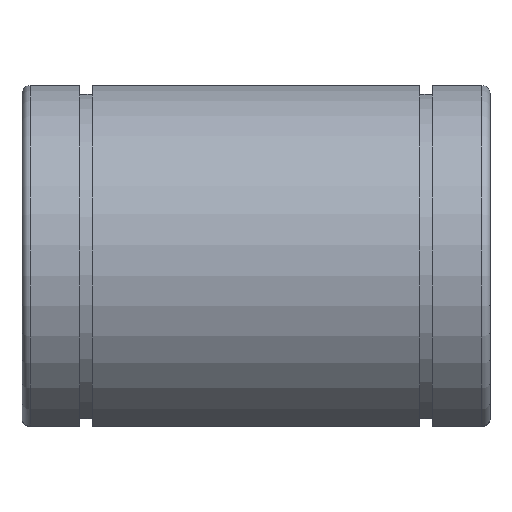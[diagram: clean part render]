
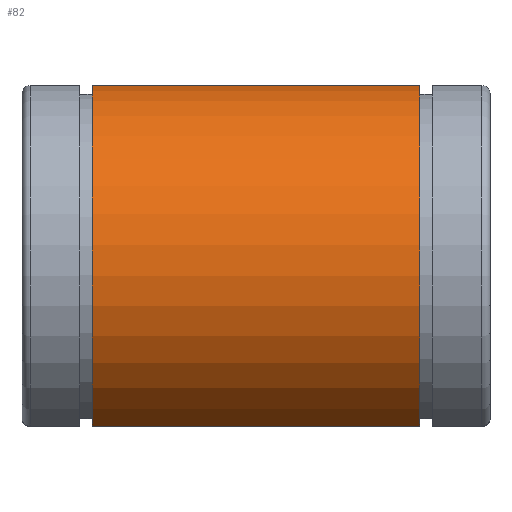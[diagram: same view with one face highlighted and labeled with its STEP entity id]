
A CAD part, top view. The second image highlights one B-rep face of the part: STEP entity #82.
In plain terms, the highlighted cylindrical face has radius 31 mm (diameter 62 mm), a partial arc.
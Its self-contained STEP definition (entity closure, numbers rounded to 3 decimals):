
#82 = ADVANCED_FACE( '', ( #159, #160 ), #161, .T. );
#159 = FACE_OUTER_BOUND( '', #228, .T. );
#160 = FACE_BOUND( '', #229, .T. );
#161 = CYLINDRICAL_SURFACE( '', #230, 31. );
#228 = EDGE_LOOP( '', ( #404, #405, #406, #407 ) );
#229 = EDGE_LOOP( '', ( #408 ) );
#230 = AXIS2_PLACEMENT_3D( '', #409, #410, #411 );
#404 = ORIENTED_EDGE( '', *, *, #465, .T. );
#405 = ORIENTED_EDGE( '', *, *, #477, .T. );
#406 = ORIENTED_EDGE( '', *, *, #420, .F. );
#407 = ORIENTED_EDGE( '', *, *, #460, .T. );
#408 = ORIENTED_EDGE( '', *, *, #470, .T. );
#409 = CARTESIAN_POINT( '', ( 80., 0., 0. ) );
#410 = DIRECTION( '', ( -1., 0., 0. ) );
#411 = DIRECTION( '', ( 0., 0., -1. ) );
#420 = EDGE_CURVE( '', #495, #497, #498, .T. );
#460 = EDGE_CURVE( '', #495, #560, #562, .F. );
#465 = EDGE_CURVE( '', #560, #567, #568, .T. );
#470 = EDGE_CURVE( '', #573, #573, #574, .T. );
#477 = EDGE_CURVE( '', #567, #497, #581, .T. );
#495 = VERTEX_POINT( '', #601 );
#497 = VERTEX_POINT( '', #604 );
#498 = CIRCLE( '', #605, 31. );
#560 = VERTEX_POINT( '', #750 );
#562 = LINE( '', #753, #754 );
#567 = VERTEX_POINT( '', #774 );
#568 = CIRCLE( '', #775, 31. );
#573 = VERTEX_POINT( '', #782 );
#574 = B_SPLINE_CURVE_WITH_KNOTS( '', 3, ( #783, #784, #785, #786, #787, #788, #789, #790, #791, #792, #793, #794, #795, #796, #797, #798, #799, #800, #801, #802, #803, #804, #805, #806, #807, #808, #809, #810, #811, #812, #813, #814, #815, #816, #817, #818, #819, #820, #821, #822, #823, #824, #825, #826, #827, #828, #829, #830, #831, #832 ), .UNSPECIFIED., .T., .F., ( 2, 2, 2, 2, 2, 2, 2, 2, 2, 2, 2, 2, 2, 2, 2, 2, 2, 2, 2, 2, 2, 2, 2, 2, 2, 2, 2 ), ( -0.001, 0., 0., 0.001, 0.001, 0.001, 0.002, 0.002, 0.003, 0.003, 0.003, 0.004, 0.004, 0.004, 0.005, 0.005, 0.006, 0.006, 0.006, 0.007, 0.007, 0.008, 0.008, 0.008, 0.009, 0.009, 0.01 ), .UNSPECIFIED. );
#581 = LINE( '', #852, #853 );
#601 = CARTESIAN_POINT( '', ( 68., -27.344, -14.605 ) );
#604 = CARTESIAN_POINT( '', ( 68., -27.344, 14.605 ) );
#605 = AXIS2_PLACEMENT_3D( '', #871, #872, #873 );
#750 = CARTESIAN_POINT( '', ( 12., -27.344, -14.605 ) );
#753 = CARTESIAN_POINT( '', ( 80., -27.344, -14.605 ) );
#754 = VECTOR( '', #922, 1000. );
#774 = CARTESIAN_POINT( '', ( 12., -27.344, 14.605 ) );
#775 = AXIS2_PLACEMENT_3D( '', #925, #926, #927 );
#782 = CARTESIAN_POINT( '', ( 38.5, 1.5, -30.964 ) );
#783 = CARTESIAN_POINT( '', ( 38.5, 1.698, -30.954 ) );
#784 = CARTESIAN_POINT( '', ( 38.5, 1.401, -30.968 ) );
#785 = CARTESIAN_POINT( '', ( 38.51, 1.304, -30.973 ) );
#786 = CARTESIAN_POINT( '', ( 38.548, 1.112, -30.98 ) );
#787 = CARTESIAN_POINT( '', ( 38.577, 1.017, -30.983 ) );
#788 = CARTESIAN_POINT( '', ( 38.652, 0.835, -30.989 ) );
#789 = CARTESIAN_POINT( '', ( 38.698, 0.749, -30.991 ) );
#790 = CARTESIAN_POINT( '', ( 38.807, 0.585, -30.995 ) );
#791 = CARTESIAN_POINT( '', ( 38.87, 0.508, -30.996 ) );
#792 = CARTESIAN_POINT( '', ( 39.078, 0.301, -30.999 ) );
#793 = CARTESIAN_POINT( '', ( 39.246, 0.189, -31. ) );
#794 = CARTESIAN_POINT( '', ( 39.607, 0.039, -31. ) );
#795 = CARTESIAN_POINT( '', ( 39.805, 0., -31. ) );
#796 = CARTESIAN_POINT( '', ( 40.098, 0., -31. ) );
#797 = CARTESIAN_POINT( '', ( 40.198, 0.01, -31. ) );
#798 = CARTESIAN_POINT( '', ( 40.39, 0.048, -31. ) );
#799 = CARTESIAN_POINT( '', ( 40.484, 0.077, -31. ) );
#800 = CARTESIAN_POINT( '', ( 40.665, 0.152, -31. ) );
#801 = CARTESIAN_POINT( '', ( 40.753, 0.199, -30.999 ) );
#802 = CARTESIAN_POINT( '', ( 40.916, 0.308, -30.999 ) );
#803 = CARTESIAN_POINT( '', ( 40.992, 0.37, -30.998 ) );
#804 = CARTESIAN_POINT( '', ( 41.202, 0.581, -30.995 ) );
#805 = CARTESIAN_POINT( '', ( 41.312, 0.746, -30.992 ) );
#806 = CARTESIAN_POINT( '', ( 41.424, 1.019, -30.983 ) );
#807 = CARTESIAN_POINT( '', ( 41.452, 1.112, -30.98 ) );
#808 = CARTESIAN_POINT( '', ( 41.49, 1.305, -30.973 ) );
#809 = CARTESIAN_POINT( '', ( 41.5, 1.404, -30.968 ) );
#810 = CARTESIAN_POINT( '', ( 41.5, 1.697, -30.954 ) );
#811 = CARTESIAN_POINT( '', ( 41.46, 1.895, -30.943 ) );
#812 = CARTESIAN_POINT( '', ( 41.311, 2.255, -30.918 ) );
#813 = CARTESIAN_POINT( '', ( 41.199, 2.422, -30.906 ) );
#814 = CARTESIAN_POINT( '', ( 40.992, 2.63, -30.888 ) );
#815 = CARTESIAN_POINT( '', ( 40.915, 2.693, -30.883 ) );
#816 = CARTESIAN_POINT( '', ( 40.752, 2.802, -30.873 ) );
#817 = CARTESIAN_POINT( '', ( 40.666, 2.848, -30.869 ) );
#818 = CARTESIAN_POINT( '', ( 40.484, 2.923, -30.862 ) );
#819 = CARTESIAN_POINT( '', ( 40.389, 2.952, -30.859 ) );
#820 = CARTESIAN_POINT( '', ( 40.197, 2.99, -30.855 ) );
#821 = CARTESIAN_POINT( '', ( 40.099, 3., -30.854 ) );
#822 = CARTESIAN_POINT( '', ( 39.802, 3., -30.854 ) );
#823 = CARTESIAN_POINT( '', ( 39.607, 2.961, -30.858 ) );
#824 = CARTESIAN_POINT( '', ( 39.335, 2.848, -30.869 ) );
#825 = CARTESIAN_POINT( '', ( 39.249, 2.802, -30.873 ) );
#826 = CARTESIAN_POINT( '', ( 39.086, 2.693, -30.883 ) );
#827 = CARTESIAN_POINT( '', ( 39.009, 2.63, -30.888 ) );
#828 = CARTESIAN_POINT( '', ( 38.801, 2.422, -30.906 ) );
#829 = CARTESIAN_POINT( '', ( 38.689, 2.255, -30.918 ) );
#830 = CARTESIAN_POINT( '', ( 38.54, 1.895, -30.943 ) );
#831 = CARTESIAN_POINT( '', ( 38.5, 1.698, -30.954 ) );
#832 = CARTESIAN_POINT( '', ( 38.5, 1.401, -30.968 ) );
#852 = CARTESIAN_POINT( '', ( 80., -27.344, 14.605 ) );
#853 = VECTOR( '', #932, 1000. );
#871 = CARTESIAN_POINT( '', ( 68., 0., 0. ) );
#872 = DIRECTION( '', ( 1., 0., 0. ) );
#873 = DIRECTION( '', ( 0., 0., -1. ) );
#922 = DIRECTION( '', ( 1., 0., 0. ) );
#925 = CARTESIAN_POINT( '', ( 12., 0., 0. ) );
#926 = DIRECTION( '', ( 1., 0., 0. ) );
#927 = DIRECTION( '', ( 0., 0., -1. ) );
#932 = DIRECTION( '', ( 1., 0., 0. ) );
